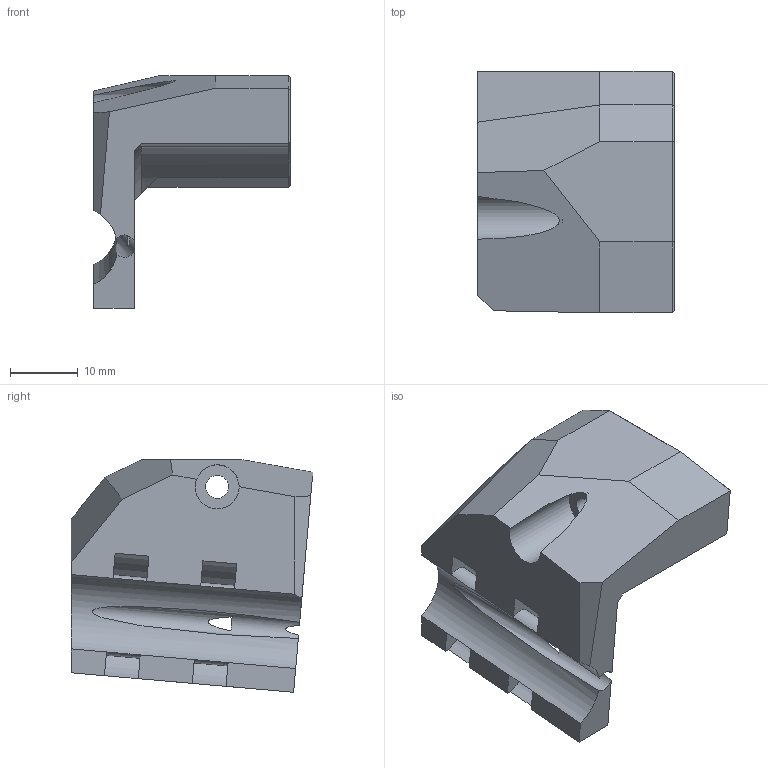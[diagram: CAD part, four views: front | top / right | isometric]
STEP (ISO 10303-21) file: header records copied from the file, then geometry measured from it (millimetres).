
FILE_DESCRIPTION(/* description */ (''),/* implementation_level */ '2;1');
FILE_NAME(/* name */ 'toolhead umbilical holder.step',/* time_stamp */ '2022-12-29T17:13:28+01:00',/* author */ (''),/* organization */ (''),/* preprocessor_version */ 'ST-DEVELOPER v19.2',/* originating_system */ 'Autodesk Translation Framework v11.17.0.187',/* authorisation */ '');
FILE_SCHEMA (('AUTOMOTIVE_DESIGN { 1 0 10303 214 3 1 1 }'));
Length unit declared in the file: millimetre
Products named in the file (1): toolhead umbilical holder
Bounding box: 29 x 35.63 x 34.29 mm (x, y, z)
Volume: 12024.8 mm3; surface area: 5606.7 mm2
Topology: 1 solids, 1 shells, 63 faces, 180 edges, 112 vertices
Faces by surface type: plane 39, cylinder 17, cone 7
Full cylindrical faces by diameter (mm): 3.4 x1, 4.8 x1, 6.5 x1
Entity records: 2150 total; most frequent: CARTESIAN_POINT 435, ORIENTED_EDGE 358, DIRECTION 350, EDGE_CURVE 179, LINE 124, VECTOR 124, AXIS2_PLACEMENT_3D 113, VERTEX_POINT 112
